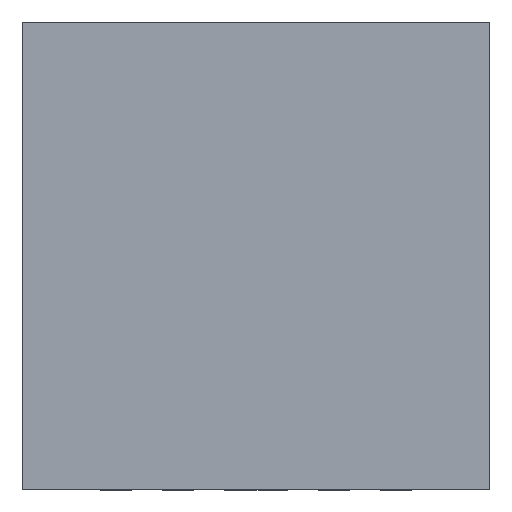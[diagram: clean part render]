
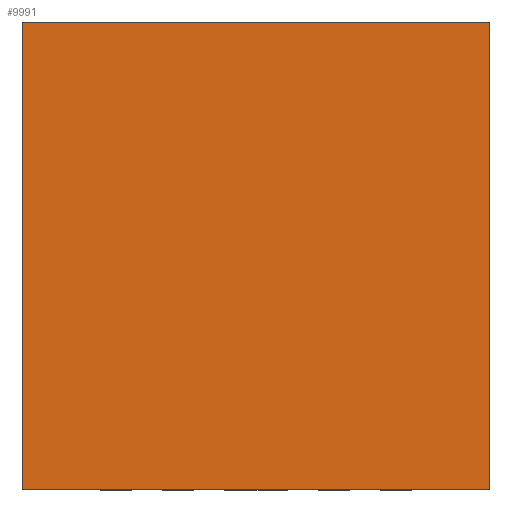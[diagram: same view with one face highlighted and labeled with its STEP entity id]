
A CAD part, top view. The second image highlights one B-rep face of the part: STEP entity #9991.
In plain terms, the highlighted face is planar.
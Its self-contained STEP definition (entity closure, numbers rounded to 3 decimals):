
#7717=DIRECTION('',(1.,0.,0.));
#7718=VECTOR('',#7717,3.);
#7719=CARTESIAN_POINT('',(-1.5,0.775,1.5));
#7720=LINE('',#7719,#7718);
#7724=DIRECTION('',(0.,0.,1.));
#7725=VECTOR('',#7724,3.);
#7726=CARTESIAN_POINT('',(-1.5,0.775,-1.5));
#7727=LINE('',#7726,#7725);
#7731=DIRECTION('',(-1.,0.,0.));
#7732=VECTOR('',#7731,3.);
#7733=CARTESIAN_POINT('',(1.5,0.775,-1.5));
#7734=LINE('',#7733,#7732);
#7738=DIRECTION('',(0.,0.,-1.));
#7739=VECTOR('',#7738,3.);
#7740=CARTESIAN_POINT('',(1.5,0.775,1.5));
#7741=LINE('',#7740,#7739);
#7857=CARTESIAN_POINT('',(-1.5,0.775,1.5));
#7858=CARTESIAN_POINT('',(1.5,0.775,1.5));
#7859=VERTEX_POINT('',#7857);
#7860=VERTEX_POINT('',#7858);
#7861=CARTESIAN_POINT('',(1.5,0.775,-1.5));
#7862=VERTEX_POINT('',#7861);
#7863=CARTESIAN_POINT('',(-1.5,0.775,-1.5));
#7864=VERTEX_POINT('',#7863);
#9980=CARTESIAN_POINT('',(0.,0.775,0.));
#9981=DIRECTION('',(0.,1.,0.));
#9982=DIRECTION('',(1.,0.,0.));
#9983=AXIS2_PLACEMENT_3D('',#9980,#9981,#9982);
#9984=PLANE('',#9983);
#9985=ORIENTED_EDGE('',*,*,#9398,.F.);
#9986=ORIENTED_EDGE('',*,*,#9466,.F.);
#9987=ORIENTED_EDGE('',*,*,#9700,.F.);
#9988=ORIENTED_EDGE('',*,*,#9909,.F.);
#9989=EDGE_LOOP('',(#9985,#9986,#9987,#9988));
#9990=FACE_OUTER_BOUND('',#9989,.F.);
#9398=EDGE_CURVE('',#7859,#7860,#7720,.T.);
#9466=EDGE_CURVE('',#7864,#7859,#7727,.T.);
#9700=EDGE_CURVE('',#7862,#7864,#7734,.T.);
#9909=EDGE_CURVE('',#7860,#7862,#7741,.T.);
#9991=ADVANCED_FACE('',(#9990),#9984,.T.);
